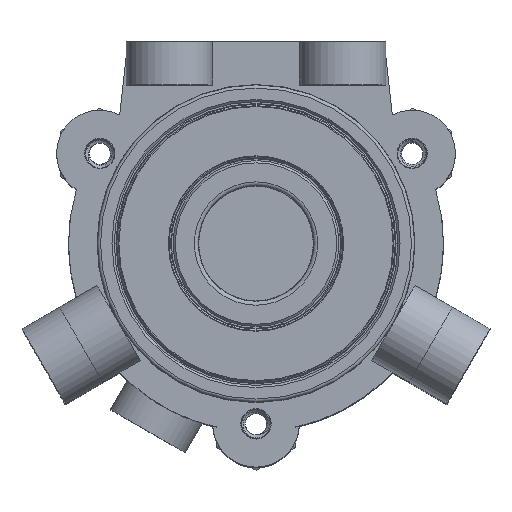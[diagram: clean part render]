
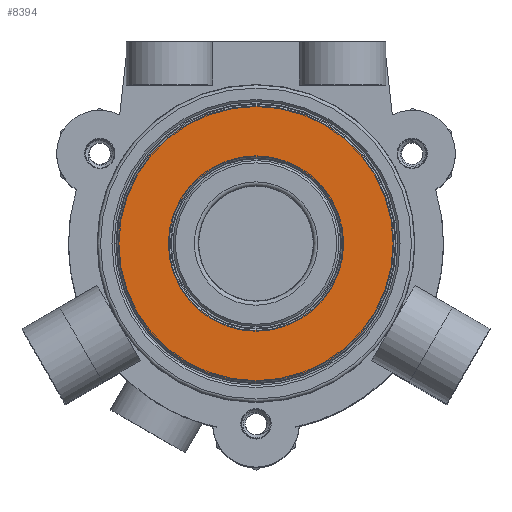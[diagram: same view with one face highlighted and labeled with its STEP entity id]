
A CAD part, top view. The second image highlights one B-rep face of the part: STEP entity #8394.
In plain terms, the highlighted planar face has unit normal (0, 0, 1).
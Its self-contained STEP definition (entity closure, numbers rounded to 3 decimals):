
#294=FACE_BOUND('',#1523,.T.);
#453=PLANE('',#9283);
#998=FACE_OUTER_BOUND('',#1522,.T.);
#1522=EDGE_LOOP('',(#6743));
#1523=EDGE_LOOP('',(#6744));
#2074=CIRCLE('',#9272,6.027);
#2076=CIRCLE('',#9275,9.557);
#3826=VERTEX_POINT('',#15596);
#3828=VERTEX_POINT('',#15602);
#4865=EDGE_CURVE('',#3826,#3826,#2074,.T.);
#4868=EDGE_CURVE('',#3828,#3828,#2076,.T.);
#6743=ORIENTED_EDGE('',*,*,#4868,.F.);
#6744=ORIENTED_EDGE('',*,*,#4865,.T.);
#8394=ADVANCED_FACE('',(#998,#294),#453,.T.);
#9272=AXIS2_PLACEMENT_3D('',#15598,#10894,#10895);
#9275=AXIS2_PLACEMENT_3D('',#15604,#10901,#10902);
#9283=AXIS2_PLACEMENT_3D('',#15618,#10919,#10920);
#10894=DIRECTION('center_axis',(0.,0.,-1.));
#10895=DIRECTION('ref_axis',(-1.,0.,0.));
#10901=DIRECTION('center_axis',(0.,0.,-1.));
#10902=DIRECTION('ref_axis',(-1.,0.,0.));
#10919=DIRECTION('center_axis',(0.,0.,1.));
#10920=DIRECTION('ref_axis',(1.,0.,0.));
#15596=CARTESIAN_POINT('',(-6.027,0.,3.5));
#15598=CARTESIAN_POINT('Origin',(0.,0.,3.5));
#15602=CARTESIAN_POINT('',(9.557,0.,3.5));
#15604=CARTESIAN_POINT('Origin',(0.,0.,3.5));
#15618=CARTESIAN_POINT('Origin',(0.,-6.027,3.5));
